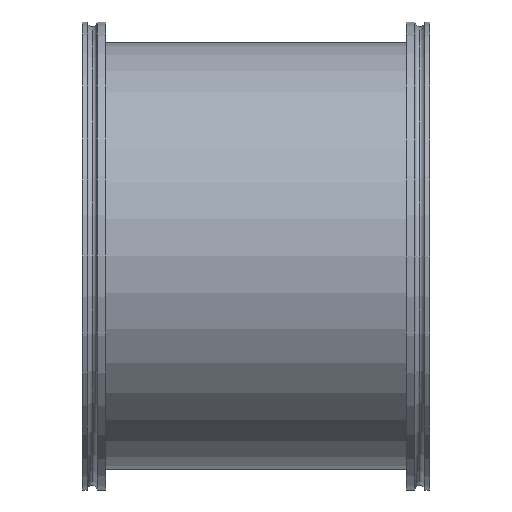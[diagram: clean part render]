
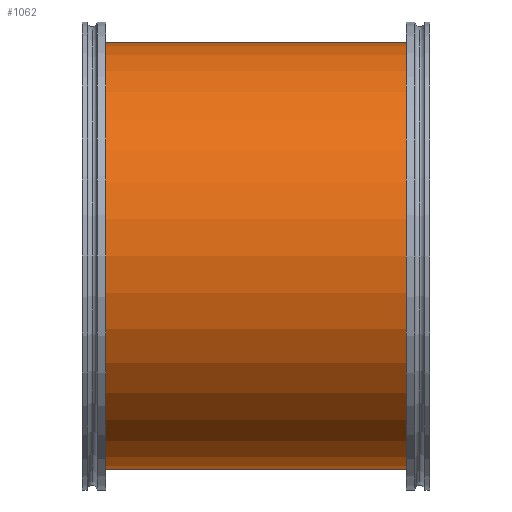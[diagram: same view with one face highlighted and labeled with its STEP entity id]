
A CAD part, front view. The second image highlights one B-rep face of the part: STEP entity #1062.
In plain terms, the highlighted cylindrical face has radius 109.5 mm (diameter 219 mm), a partial arc.
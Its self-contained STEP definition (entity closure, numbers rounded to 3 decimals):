
#59 = DIRECTION ( 'NONE',  ( -1., 0., 0. ) ) ;
#63 = DIRECTION ( 'NONE',  ( -1., 0., 0. ) ) ;
#87 = CIRCLE ( 'NONE', #137, 109.5 ) ;
#118 = AXIS2_PLACEMENT_3D ( 'NONE', #898, #63, #1250 ) ;
#137 = AXIS2_PLACEMENT_3D ( 'NONE', #1353, #744, #535 ) ;
#232 = FACE_OUTER_BOUND ( 'NONE', #994, .T. ) ;
#249 = VERTEX_POINT ( 'NONE', #1388 ) ;
#329 = EDGE_CURVE ( 'NONE', #1500, #249, #1231, .T. ) ;
#333 = EDGE_CURVE ( 'NONE', #1431, #1181, #1224, .T. ) ;
#452 = EDGE_CURVE ( 'NONE', #1181, #249, #87, .T. ) ;
#467 = EDGE_CURVE ( 'NONE', #1431, #1500, #957, .T. ) ;
#527 = CYLINDRICAL_SURFACE ( 'NONE', #1448, 109.5 ) ;
#535 = DIRECTION ( 'NONE',  ( 0., 0., 1. ) ) ;
#577 = DIRECTION ( 'NONE',  ( 0., 0., 1. ) ) ;
#742 = CARTESIAN_POINT ( 'NONE',  ( 175., 0., -109.5 ) ) ;
#744 = DIRECTION ( 'NONE',  ( -1., 0., 0. ) ) ;
#766 = DIRECTION ( 'NONE',  ( -1., 0., 0. ) ) ;
#767 = DIRECTION ( 'NONE',  ( -1., 0., 0. ) ) ;
#836 = CARTESIAN_POINT ( 'NONE',  ( 166., 0., 109.5 ) ) ;
#860 = CARTESIAN_POINT ( 'NONE',  ( 166., 0., -109.5 ) ) ;
#880 = ORIENTED_EDGE ( 'NONE', *, *, #452, .F. ) ;
#898 = CARTESIAN_POINT ( 'NONE',  ( 166., 0., 0. ) ) ;
#902 = CARTESIAN_POINT ( 'NONE',  ( 0., 0., -109.5 ) ) ;
#957 = CIRCLE ( 'NONE', #118, 109.5 ) ;
#994 = EDGE_LOOP ( 'NONE', ( #1031, #1482, #1441, #880 ) ) ;
#1031 = ORIENTED_EDGE ( 'NONE', *, *, #333, .F. ) ;
#1062 = ADVANCED_FACE ( 'NONE', ( #232 ), #527, .T. ) ;
#1181 = VERTEX_POINT ( 'NONE', #902 ) ;
#1211 = VECTOR ( 'NONE', #766, 1000. ) ;
#1215 = CARTESIAN_POINT ( 'NONE',  ( 175., 0., 0. ) ) ;
#1220 = VECTOR ( 'NONE', #59, 1000. ) ;
#1224 = LINE ( 'NONE', #742, #1211 ) ;
#1231 = LINE ( 'NONE', #1300, #1220 ) ;
#1250 = DIRECTION ( 'NONE',  ( 0., 0., -1. ) ) ;
#1300 = CARTESIAN_POINT ( 'NONE',  ( 175., 0., 109.5 ) ) ;
#1353 = CARTESIAN_POINT ( 'NONE',  ( 0., 0., 0. ) ) ;
#1388 = CARTESIAN_POINT ( 'NONE',  ( 0., 0., 109.5 ) ) ;
#1431 = VERTEX_POINT ( 'NONE', #860 ) ;
#1441 = ORIENTED_EDGE ( 'NONE', *, *, #329, .T. ) ;
#1448 = AXIS2_PLACEMENT_3D ( 'NONE', #1215, #767, #577 ) ;
#1482 = ORIENTED_EDGE ( 'NONE', *, *, #467, .T. ) ;
#1500 = VERTEX_POINT ( 'NONE', #836 ) ;
